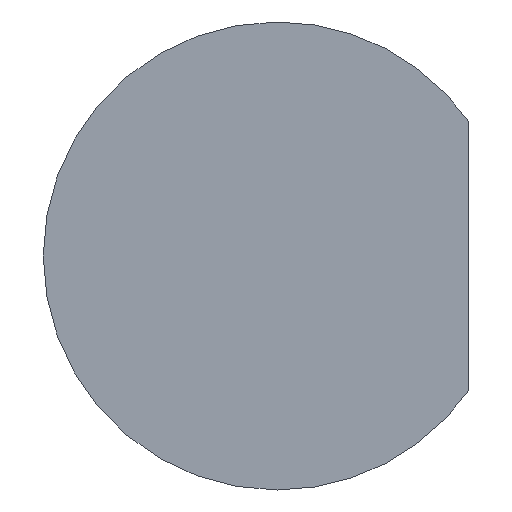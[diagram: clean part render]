
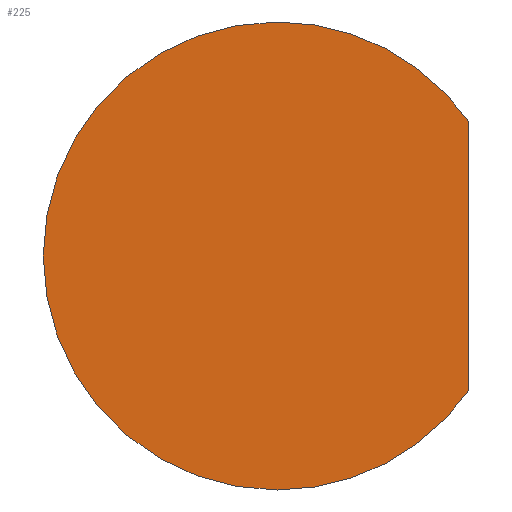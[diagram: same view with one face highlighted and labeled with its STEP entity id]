
A CAD part, front view. The second image highlights one B-rep face of the part: STEP entity #225.
In plain terms, the highlighted planar face has unit normal (0, -1, 0).
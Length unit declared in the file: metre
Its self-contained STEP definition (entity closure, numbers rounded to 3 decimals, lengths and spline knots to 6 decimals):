
#18 = ORIENTED_EDGE ( 'NONE', *, *, #53, .F. ) ;
#23 = EDGE_CURVE ( 'NONE', #257, #32, #205, .T. ) ;
#28 = VECTOR ( 'NONE', #275, 1. ) ;
#32 = VERTEX_POINT ( 'NONE', #274 ) ;
#34 = CIRCLE ( 'NONE', #223, 0.00187 ) ;
#36 = AXIS2_PLACEMENT_3D ( 'NONE', #115, #73, #144 ) ;
#53 = EDGE_CURVE ( 'NONE', #88, #67, #34, .T. ) ;
#56 = ORIENTED_EDGE ( 'NONE', *, *, #59, .T. ) ;
#59 = EDGE_CURVE ( 'NONE', #88, #32, #150, .T. ) ;
#64 = DIRECTION ( 'NONE',  ( 0., 0., 1. ) ) ;
#67 = VERTEX_POINT ( 'NONE', #208 ) ;
#73 = DIRECTION ( 'NONE',  ( 0., 1., 0. ) ) ;
#80 = CARTESIAN_POINT ( 'NONE',  ( 0., 0., 0. ) ) ;
#83 = EDGE_CURVE ( 'NONE', #67, #257, #182, .T. ) ;
#88 = VERTEX_POINT ( 'NONE', #284 ) ;
#89 = AXIS2_PLACEMENT_3D ( 'NONE', #246, #272, #173 ) ;
#106 = DIRECTION ( 'NONE',  ( 0., 0., 1. ) ) ;
#114 = ORIENTED_EDGE ( 'NONE', *, *, #83, .F. ) ;
#115 = CARTESIAN_POINT ( 'NONE',  ( 0., 0., 0. ) ) ;
#119 = AXIS2_PLACEMENT_3D ( 'NONE', #176, #282, #64 ) ;
#128 = DIRECTION ( 'NONE',  ( 0., 1., 0. ) ) ;
#144 = DIRECTION ( 'NONE',  ( 0., 0., 1. ) ) ;
#150 = LINE ( 'NONE', #250, #28 ) ;
#173 = DIRECTION ( 'NONE',  ( 0., 0., 1. ) ) ;
#176 = CARTESIAN_POINT ( 'NONE',  ( 0., 0., 0. ) ) ;
#181 = CARTESIAN_POINT ( 'NONE',  ( 0., 0., 0.00187 ) ) ;
#182 = CIRCLE ( 'NONE', #119, 0.00187 ) ;
#199 = FACE_OUTER_BOUND ( 'NONE', #262, .T. ) ;
#205 = CIRCLE ( 'NONE', #89, 0.00187 ) ;
#208 = CARTESIAN_POINT ( 'NONE',  ( 0., 0., -0.00187 ) ) ;
#213 = PLANE ( 'NONE',  #36 ) ;
#222 = ORIENTED_EDGE ( 'NONE', *, *, #23, .F. ) ;
#223 = AXIS2_PLACEMENT_3D ( 'NONE', #80, #128, #106 ) ;
#225 = ADVANCED_FACE ( 'NONE', ( #199 ), #213, .F. ) ;
#246 = CARTESIAN_POINT ( 'NONE',  ( 0., 0., 0. ) ) ;
#250 = CARTESIAN_POINT ( 'NONE',  ( 0.00153, 0., 0. ) ) ;
#257 = VERTEX_POINT ( 'NONE', #181 ) ;
#262 = EDGE_LOOP ( 'NONE', ( #18, #56, #222, #114 ) ) ;
#272 = DIRECTION ( 'NONE',  ( 0., 1., 0. ) ) ;
#274 = CARTESIAN_POINT ( 'NONE',  ( 0.00153, 0., 0.001075 ) ) ;
#275 = DIRECTION ( 'NONE',  ( 0., 0., 1. ) ) ;
#282 = DIRECTION ( 'NONE',  ( 0., 1., 0. ) ) ;
#284 = CARTESIAN_POINT ( 'NONE',  ( 0.00153, 0., -0.001075 ) ) ;
